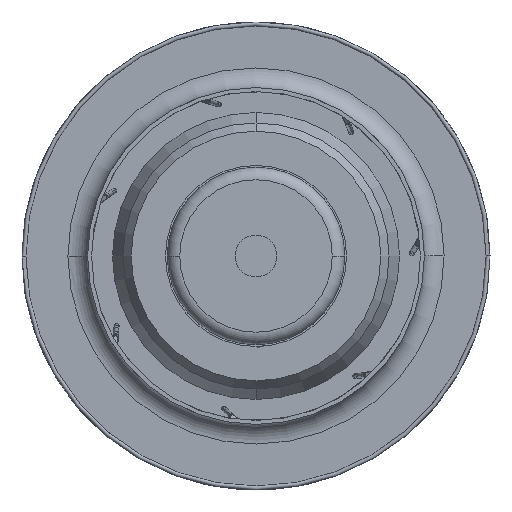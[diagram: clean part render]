
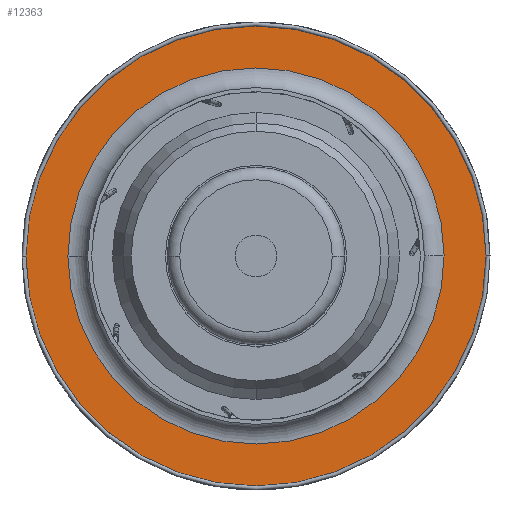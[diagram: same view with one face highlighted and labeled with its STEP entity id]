
A CAD part, left-side view. The second image highlights one B-rep face of the part: STEP entity #12363.
In plain terms, the highlighted face is planar.
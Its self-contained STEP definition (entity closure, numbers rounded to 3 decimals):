
#10238=CARTESIAN_POINT('',(0.,47.,0.));
#10239=DIRECTION('',(0.,-1.,0.));
#10240=DIRECTION('',(-1.,0.,0.));
#10241=AXIS2_PLACEMENT_3D('',#10238,#10239,#10240);
#10243=CARTESIAN_POINT('',(0.,47.,0.));
#10244=DIRECTION('',(0.,-1.,0.));
#10245=DIRECTION('',(1.,0.,0.));
#10246=AXIS2_PLACEMENT_3D('',#10243,#10244,#10245);
#10248=CARTESIAN_POINT('',(0.,47.,0.));
#10249=DIRECTION('',(0.,1.,0.));
#10250=DIRECTION('',(-1.,0.,0.006));
#10251=AXIS2_PLACEMENT_3D('',#10248,#10249,#10250);
#10253=CARTESIAN_POINT('',(0.,47.,0.));
#10254=DIRECTION('',(0.,1.,0.));
#10255=DIRECTION('',(1.,0.,-0.006));
#10256=AXIS2_PLACEMENT_3D('',#10253,#10254,#10255);
#10273=CARTESIAN_POINT('',(0.,47.,0.));
#10274=DIRECTION('',(0.,-1.,0.));
#10275=DIRECTION('',(-1.,0.,0.006));
#10276=AXIS2_PLACEMENT_3D('',#10273,#10274,#10275);
#10301=CARTESIAN_POINT('',(0.,47.,0.));
#10302=DIRECTION('',(0.,-1.,0.));
#10303=DIRECTION('',(1.,0.,-0.006));
#10304=AXIS2_PLACEMENT_3D('',#10301,#10302,#10303);
#10791=CARTESIAN_POINT('',(93.4,47.,0.));
#10792=VERTEX_POINT('',#10791);
#10793=CARTESIAN_POINT('',(-93.4,47.,0.));
#10794=VERTEX_POINT('',#10793);
#10797=CARTESIAN_POINT('',(-76.349,47.,0.456));
#10798=CARTESIAN_POINT('',(-76.35,47.,0.));
#10799=VERTEX_POINT('',#10797);
#10800=VERTEX_POINT('',#10798);
#10801=CARTESIAN_POINT('',(76.35,47.,0.));
#10802=VERTEX_POINT('',#10801);
#10803=CARTESIAN_POINT('',(76.349,47.,-0.456));
#10804=VERTEX_POINT('',#10803);
#12344=CARTESIAN_POINT('',(0.,47.,0.));
#12345=DIRECTION('',(0.,1.,0.));
#12346=DIRECTION('',(1.,0.,0.));
#12347=AXIS2_PLACEMENT_3D('',#12344,#12345,#12346);
#12348=PLANE('',#12347);
#12349=ORIENTED_EDGE('',*,*,#12307,.T.);
#12350=ORIENTED_EDGE('',*,*,#12324,.T.);
#12351=EDGE_LOOP('',(#12349,#12350));
#12352=FACE_OUTER_BOUND('',#12351,.F.);
#12354=ORIENTED_EDGE('',*,*,#12353,.F.);
#12356=ORIENTED_EDGE('',*,*,#12355,.T.);
#12358=ORIENTED_EDGE('',*,*,#12357,.F.);
#12360=ORIENTED_EDGE('',*,*,#12359,.T.);
#12361=EDGE_LOOP('',(#12354,#12356,#12358,#12360));
#12362=FACE_BOUND('',#12361,.F.);
#10242=CIRCLE('',#10241,93.4);
#10247=CIRCLE('',#10246,93.4);
#10252=CIRCLE('',#10251,76.35);
#10257=CIRCLE('',#10256,76.35);
#10277=CIRCLE('',#10276,76.35);
#10305=CIRCLE('',#10304,76.35);
#12307=EDGE_CURVE('',#10794,#10792,#10242,.T.);
#12324=EDGE_CURVE('',#10792,#10794,#10247,.T.);
#12353=EDGE_CURVE('',#10799,#10800,#10277,.T.);
#12355=EDGE_CURVE('',#10799,#10802,#10252,.T.);
#12357=EDGE_CURVE('',#10804,#10802,#10305,.T.);
#12359=EDGE_CURVE('',#10804,#10800,#10257,.T.);
#12363=ADVANCED_FACE('',(#12352,#12362),#12348,.T.);
